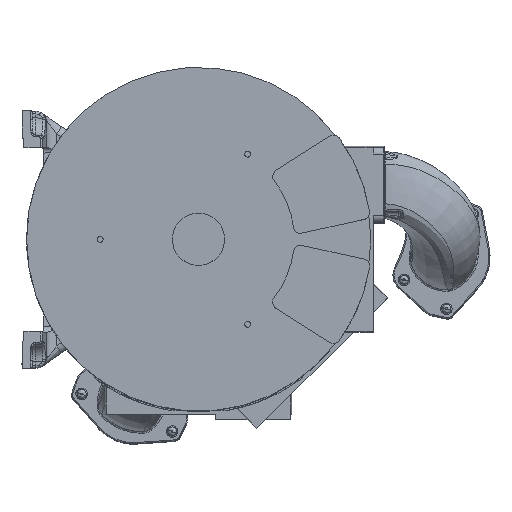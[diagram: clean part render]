
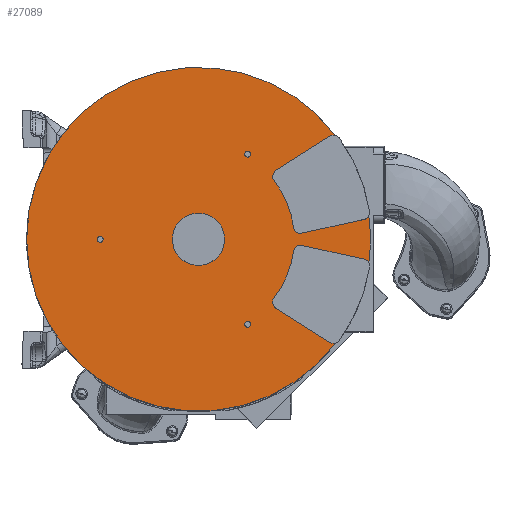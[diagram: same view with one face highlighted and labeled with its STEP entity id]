
A CAD part, top view. The second image highlights one B-rep face of the part: STEP entity #27089.
In plain terms, the highlighted planar face has unit normal (0, 0, 1).
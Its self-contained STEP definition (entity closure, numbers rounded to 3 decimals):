
#2142=CARTESIAN_POINT('',(0.,0.,327.402));
#2143=DIRECTION('',(0.,0.,1.));
#2144=DIRECTION('',(0.991,-0.136,0.));
#2145=AXIS2_PLACEMENT_3D('',#2142,#2143,#2144);
#2849=CARTESIAN_POINT('',(0.,0.,327.402));
#2850=DIRECTION('',(0.,0.,1.));
#2851=DIRECTION('',(1.,0.,0.));
#2852=AXIS2_PLACEMENT_3D('',#2849,#2850,#2851);
#2854=CARTESIAN_POINT('',(0.,0.,327.402));
#2855=DIRECTION('',(0.,0.,1.));
#2856=DIRECTION('',(-1.,0.,0.));
#2857=AXIS2_PLACEMENT_3D('',#2854,#2855,#2856);
#2859=CARTESIAN_POINT('',(235.661,-169.865,327.402));
#2860=DIRECTION('',(0.,0.,1.));
#2861=DIRECTION('',(-0.537,-0.843,0.));
#2862=AXIS2_PLACEMENT_3D('',#2859,#2860,#2861);
#2864=CARTESIAN_POINT('',(0.,0.,327.402));
#2865=DIRECTION('',(0.,0.,1.));
#2866=DIRECTION('',(-1.,0.,0.));
#2867=AXIS2_PLACEMENT_3D('',#2864,#2865,#2866);
#2869=CARTESIAN_POINT('',(0.,0.,327.402));
#2870=DIRECTION('',(0.,0.,1.));
#2871=DIRECTION('',(0.796,0.605,0.));
#2872=AXIS2_PLACEMENT_3D('',#2869,#2870,#2871);
#2874=CARTESIAN_POINT('',(235.661,169.866,327.402));
#2875=DIRECTION('',(0.,0.,1.));
#2876=DIRECTION('',(0.273,0.962,0.));
#2877=AXIS2_PLACEMENT_3D('',#2874,#2875,#2876);
#2879=DIRECTION('',(-0.843,-0.537,0.));
#2880=VECTOR('',#2879,111.798);
#2881=CARTESIAN_POINT('',(229.213,179.987,327.402));
#2882=LINE('',#2881,#2880);
#2883=CARTESIAN_POINT('',(141.371,109.797,327.402));
#2884=DIRECTION('',(0.,0.,1.));
#2885=DIRECTION('',(-0.537,0.843,0.));
#2886=AXIS2_PLACEMENT_3D('',#2883,#2884,#2885);
#2888=CARTESIAN_POINT('',(0.,0.001,
327.402));
#2889=DIRECTION('',(0.,0.,1.));
#2890=DIRECTION('',(0.992,0.125,0.));
#2891=AXIS2_PLACEMENT_3D('',#2888,#2889,#2890);
#2893=CARTESIAN_POINT('',(177.602,22.328,327.402));
#2894=DIRECTION('',(0.,0.,1.));
#2895=DIRECTION('',(-0.992,-0.125,0.));
#2896=AXIS2_PLACEMENT_3D('',#2893,#2894,#2895);
#2898=DIRECTION('',(0.976,0.216,0.));
#2899=VECTOR('',#2898,111.798);
#2900=CARTESIAN_POINT('',(180.2,10.612,327.402));
#2901=LINE('',#2900,#2899);
#2902=CARTESIAN_POINT('',(286.75,46.525,327.402));
#2903=DIRECTION('',(0.,0.,1.));
#2904=DIRECTION('',(0.216,-0.976,0.));
#2905=AXIS2_PLACEMENT_3D('',#2902,#2903,#2904);
#2907=CARTESIAN_POINT('',(286.75,-46.524,327.402));
#2908=DIRECTION('',(0.,0.,1.));
#2909=DIRECTION('',(0.873,0.487,0.));
#2910=AXIS2_PLACEMENT_3D('',#2907,#2908,#2909);
#2912=DIRECTION('',(-0.976,0.216,0.));
#2913=VECTOR('',#2912,111.798);
#2914=CARTESIAN_POINT('',(289.348,-34.808,327.402));
#2915=LINE('',#2914,#2913);
#2916=CARTESIAN_POINT('',(177.602,-22.326,327.402));
#2917=DIRECTION('',(0.,0.,1.));
#2918=DIRECTION('',(0.216,0.976,0.));
#2919=AXIS2_PLACEMENT_3D('',#2916,#2917,#2918);
#2921=CARTESIAN_POINT('',(0.,0.001,
327.402));
#2922=DIRECTION('',(0.,0.,1.));
#2923=DIRECTION('',(0.79,-0.613,0.));
#2924=AXIS2_PLACEMENT_3D('',#2921,#2922,#2923);
#2926=CARTESIAN_POINT('',(141.372,-109.795,327.402));
#2927=DIRECTION('',(0.,0.,1.));
#2928=DIRECTION('',(-0.79,0.613,0.));
#2929=AXIS2_PLACEMENT_3D('',#2926,#2927,#2928);
#2931=DIRECTION('',(0.843,-0.537,0.));
#2932=VECTOR('',#2931,111.798);
#2933=CARTESIAN_POINT('',(134.924,-119.916,327.402));
#2934=LINE('',#2933,#2932);
#2935=CARTESIAN_POINT('',(-171.5,0.,
327.402));
#2936=DIRECTION('',(0.,0.,1.));
#2937=DIRECTION('',(1.,0.,0.));
#2938=AXIS2_PLACEMENT_3D('',#2935,#2936,#2937);
#2940=CARTESIAN_POINT('',(-171.5,0.,
327.402));
#2941=DIRECTION('',(0.,0.,1.));
#2942=DIRECTION('',(-1.,0.,0.));
#2943=AXIS2_PLACEMENT_3D('',#2940,#2941,#2942);
#2945=CARTESIAN_POINT('',(85.75,148.524,327.402));
#2946=DIRECTION('',(0.,0.,1.));
#2947=DIRECTION('',(1.,0.,0.));
#2948=AXIS2_PLACEMENT_3D('',#2945,#2946,#2947);
#2950=CARTESIAN_POINT('',(85.75,148.524,327.402));
#2951=DIRECTION('',(0.,0.,1.));
#2952=DIRECTION('',(-1.,0.,0.));
#2953=AXIS2_PLACEMENT_3D('',#2950,#2951,#2952);
#2955=CARTESIAN_POINT('',(85.75,-148.523,327.402));
#2956=DIRECTION('',(0.,0.,1.));
#2957=DIRECTION('',(1.,0.,0.));
#2958=AXIS2_PLACEMENT_3D('',#2955,#2956,#2957);
#2960=CARTESIAN_POINT('',(85.75,-148.523,327.402));
#2961=DIRECTION('',(0.,0.,1.));
#2962=DIRECTION('',(-1.,0.,0.));
#2963=AXIS2_PLACEMENT_3D('',#2960,#2961,#2962);
#20495=CARTESIAN_POINT('',(-300.,0.,327.402));
#20496=VERTEX_POINT('',#20495);
#20501=CARTESIAN_POINT('',(45.5,0.,327.402));
#20502=CARTESIAN_POINT('',(-45.5,0.,327.402));
#20503=VERTEX_POINT('',#20501);
#20504=VERTEX_POINT('',#20502);
#20525=CARTESIAN_POINT('',(238.935,181.411,327.402));
#20526=CARTESIAN_POINT('',(229.213,179.987,327.402));
#20527=VERTEX_POINT('',#20525);
#20528=VERTEX_POINT('',#20526);
#20529=CARTESIAN_POINT('',(134.924,119.918,327.402));
#20530=VERTEX_POINT('',#20529);
#20531=CARTESIAN_POINT('',(131.894,102.436,327.402));
#20532=VERTEX_POINT('',#20531);
#20533=CARTESIAN_POINT('',(165.696,20.831,327.402));
#20534=VERTEX_POINT('',#20533);
#20535=CARTESIAN_POINT('',(180.2,10.612,327.402));
#20536=VERTEX_POINT('',#20535);
#20537=CARTESIAN_POINT('',(289.348,34.81,327.402));
#20538=VERTEX_POINT('',#20537);
#20539=CARTESIAN_POINT('',(297.229,40.678,327.402));
#20540=VERTEX_POINT('',#20539);
#20561=CARTESIAN_POINT('',(229.213,-179.986,
327.402));
#20562=CARTESIAN_POINT('',(238.937,-181.409,
327.402));
#20563=VERTEX_POINT('',#20561);
#20564=VERTEX_POINT('',#20562);
#20565=CARTESIAN_POINT('',(297.229,-40.676,
327.402));
#20566=CARTESIAN_POINT('',(289.348,-34.808,
327.402));
#20567=VERTEX_POINT('',#20565);
#20568=VERTEX_POINT('',#20566);
#20569=CARTESIAN_POINT('',(180.2,-10.61,
327.402));
#20570=VERTEX_POINT('',#20569);
#20571=CARTESIAN_POINT('',(165.696,-20.829,
327.402));
#20572=VERTEX_POINT('',#20571);
#20573=CARTESIAN_POINT('',(131.894,-102.435,
327.402));
#20574=VERTEX_POINT('',#20573);
#20575=CARTESIAN_POINT('',(134.924,-119.916,
327.402));
#20576=VERTEX_POINT('',#20575);
#21293=CARTESIAN_POINT('',(-166.4,0.,
327.402));
#21294=CARTESIAN_POINT('',(-176.6,0.,
327.402));
#21295=VERTEX_POINT('',#21293);
#21296=VERTEX_POINT('',#21294);
#21297=CARTESIAN_POINT('',(90.85,148.524,327.402));
#21298=CARTESIAN_POINT('',(80.65,148.524,327.402));
#21299=VERTEX_POINT('',#21297);
#21300=VERTEX_POINT('',#21298);
#21301=CARTESIAN_POINT('',(90.85,-148.523,
327.402));
#21302=CARTESIAN_POINT('',(80.65,-148.523,
327.402));
#21303=VERTEX_POINT('',#21301);
#21304=VERTEX_POINT('',#21302);
#27028=CARTESIAN_POINT('',(0.,0.,327.402));
#27029=DIRECTION('',(0.,0.,1.));
#27030=DIRECTION('',(1.,0.,0.));
#27031=AXIS2_PLACEMENT_3D('',#27028,#27029,#27030);
#27032=PLANE('',#27031);
#27034=ORIENTED_EDGE('',*,*,#27033,.T.);
#27035=ORIENTED_EDGE('',*,*,#26237,.F.);
#27037=ORIENTED_EDGE('',*,*,#27036,.F.);
#27038=ORIENTED_EDGE('',*,*,#27015,.T.);
#27040=ORIENTED_EDGE('',*,*,#27039,.T.);
#27042=ORIENTED_EDGE('',*,*,#27041,.T.);
#27044=ORIENTED_EDGE('',*,*,#27043,.F.);
#27046=ORIENTED_EDGE('',*,*,#27045,.T.);
#27048=ORIENTED_EDGE('',*,*,#27047,.T.);
#27049=ORIENTED_EDGE('',*,*,#26986,.T.);
#27050=ORIENTED_EDGE('',*,*,#26209,.F.);
#27052=ORIENTED_EDGE('',*,*,#27051,.T.);
#27054=ORIENTED_EDGE('',*,*,#27053,.T.);
#27056=ORIENTED_EDGE('',*,*,#27055,.T.);
#27058=ORIENTED_EDGE('',*,*,#27057,.F.);
#27060=ORIENTED_EDGE('',*,*,#27059,.T.);
#27062=ORIENTED_EDGE('',*,*,#27061,.T.);
#27063=EDGE_LOOP('',(#27034,#27035,#27037,#27038,#27040,#27042,#27044,#27046,
#27048,#27049,#27050,#27052,#27054,#27056,#27058,#27060,#27062));
#27064=FACE_OUTER_BOUND('',#27063,.F.);
#27066=ORIENTED_EDGE('',*,*,#27065,.T.);
#27068=ORIENTED_EDGE('',*,*,#27067,.T.);
#27069=EDGE_LOOP('',(#27066,#27068));
#27070=FACE_BOUND('',#27069,.F.);
#27072=ORIENTED_EDGE('',*,*,#27071,.T.);
#27074=ORIENTED_EDGE('',*,*,#27073,.T.);
#27075=EDGE_LOOP('',(#27072,#27074));
#27076=FACE_BOUND('',#27075,.F.);
#27078=ORIENTED_EDGE('',*,*,#27077,.T.);
#27080=ORIENTED_EDGE('',*,*,#27079,.T.);
#27081=EDGE_LOOP('',(#27078,#27080));
#27082=FACE_BOUND('',#27081,.F.);
#27084=ORIENTED_EDGE('',*,*,#27083,.T.);
#27086=ORIENTED_EDGE('',*,*,#27085,.T.);
#27087=EDGE_LOOP('',(#27084,#27086));
#27088=FACE_BOUND('',#27087,.F.);
#27089=ADVANCED_FACE('',(#27064,#27070,#27076,#27082,#27088),#27032,.T.);
#2146=CIRCLE('',#2145,300.);
#2853=CIRCLE('',#2852,45.5);
#2858=CIRCLE('',#2857,45.5);
#2863=CIRCLE('',#2862,12.);
#2868=CIRCLE('',#2867,300.);
#2873=CIRCLE('',#2872,300.);
#2878=CIRCLE('',#2877,12.);
#2887=CIRCLE('',#2886,12.);
#2892=CIRCLE('',#2891,167.);
#2897=CIRCLE('',#2896,12.);
#2906=CIRCLE('',#2905,12.);
#2911=CIRCLE('',#2910,12.);
#2920=CIRCLE('',#2919,12.);
#2925=CIRCLE('',#2924,167.);
#2930=CIRCLE('',#2929,12.);
#2939=CIRCLE('',#2938,5.1);
#2944=CIRCLE('',#2943,5.1);
#2949=CIRCLE('',#2948,5.1);
#2954=CIRCLE('',#2953,5.1);
#2959=CIRCLE('',#2958,5.1);
#2964=CIRCLE('',#2963,5.1);
#26209=EDGE_CURVE('',#20567,#20540,#2146,.T.);
#26237=EDGE_CURVE('',#20496,#20564,#2868,.T.);
#26986=EDGE_CURVE('',#20538,#20540,#2906,.T.);
#27015=EDGE_CURVE('',#20527,#20528,#2878,.T.);
#27033=EDGE_CURVE('',#20563,#20564,#2863,.T.);
#27036=EDGE_CURVE('',#20527,#20496,#2873,.T.);
#27039=EDGE_CURVE('',#20528,#20530,#2882,.T.);
#27041=EDGE_CURVE('',#20530,#20532,#2887,.T.);
#27043=EDGE_CURVE('',#20534,#20532,#2892,.T.);
#27045=EDGE_CURVE('',#20534,#20536,#2897,.T.);
#27047=EDGE_CURVE('',#20536,#20538,#2901,.T.);
#27051=EDGE_CURVE('',#20567,#20568,#2911,.T.);
#27053=EDGE_CURVE('',#20568,#20570,#2915,.T.);
#27055=EDGE_CURVE('',#20570,#20572,#2920,.T.);
#27057=EDGE_CURVE('',#20574,#20572,#2925,.T.);
#27059=EDGE_CURVE('',#20574,#20576,#2930,.T.);
#27061=EDGE_CURVE('',#20576,#20563,#2934,.T.);
#27065=EDGE_CURVE('',#20503,#20504,#2853,.T.);
#27067=EDGE_CURVE('',#20504,#20503,#2858,.T.);
#27071=EDGE_CURVE('',#21295,#21296,#2939,.T.);
#27073=EDGE_CURVE('',#21296,#21295,#2944,.T.);
#27077=EDGE_CURVE('',#21299,#21300,#2949,.T.);
#27079=EDGE_CURVE('',#21300,#21299,#2954,.T.);
#27083=EDGE_CURVE('',#21303,#21304,#2959,.T.);
#27085=EDGE_CURVE('',#21304,#21303,#2964,.T.);
